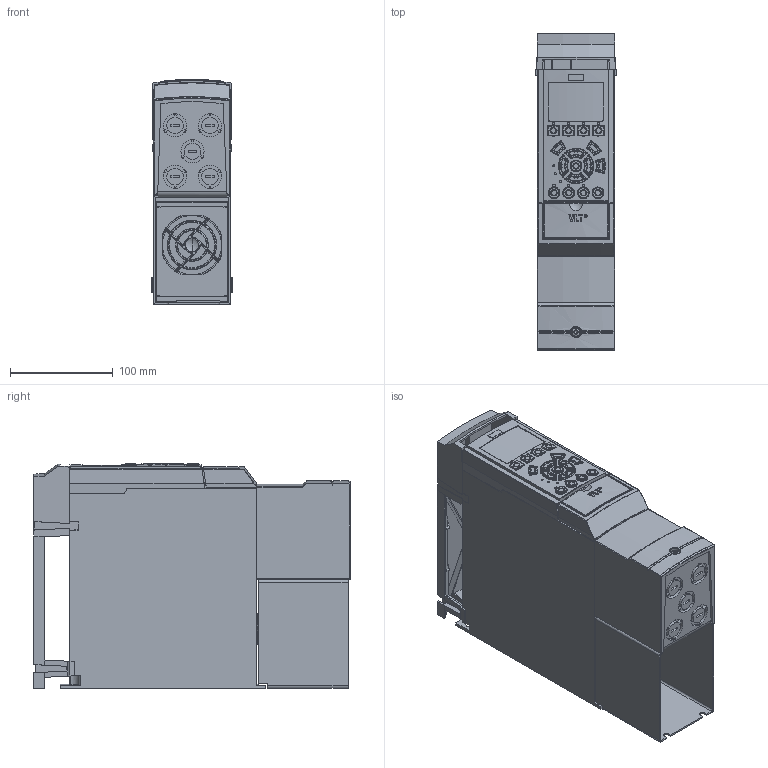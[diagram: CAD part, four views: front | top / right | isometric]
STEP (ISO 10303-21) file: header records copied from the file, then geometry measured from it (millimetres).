
FILE_DESCRIPTION((''),'2;1');
FILE_NAME('DANFOSS-FC300-A1-IP21-B-060_ASM','2019-09-04T',('U322080'),(''),'CREO PARAMETRIC BY PTC INC, 2018070','CREO PARAMETRIC BY PTC INC, 2018070','');
FILE_SCHEMA(('CONFIG_CONTROL_DESIGN'));
Products named in the file (5): DANFOSS-FC300-A1-IP21-B-060_2_1; DANFOSS-FC300-A1-IP21-B-060_2_2; DANFOSS-FC300-A1-IP21-B-060_AF1; DANFOSS-FC300-A1-IP21-B-060_AF0_ASM; DANFOSS-FC300-A1-IP21-B-060_ASM
Assembly tree (4 placements, depth 3):
  DANFOSS-FC300-A1-IP21-B-060_ASM
    DANFOSS-FC300-A1-IP21-B-060_AF0_ASM
      DANFOSS-FC300-A1-IP21-B-060_2_1
      DANFOSS-FC300-A1-IP21-B-060_2_2
      DANFOSS-FC300-A1-IP21-B-060_AF1
Bounding box: 79.22 x 308 x 219.1 mm (x, y, z)
Surface area: 342024.8 mm2 (no closed solid volume)
Topology: 0 solids, 19 shells, 2124 faces, 5593 edges, 3509 vertices
Faces by surface type: plane 720, cylinder 635, bspline 570, torus 108, sphere 37, cone 30, extrusion 24
Entity records: 120904 total; most frequent: CARTESIAN_POINT 47335, ORIENTED_EDGE 11124, DIRECTION 7803, PRESENTATION_STYLE_ASSIGNMENT 6855, STYLED_ITEM 5849, CURVE_STYLE 5586, EDGE_CURVE 5562, VERTEX_POINT 3509
